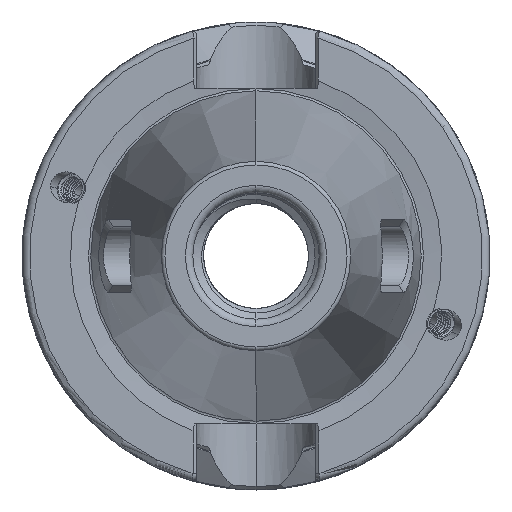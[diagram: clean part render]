
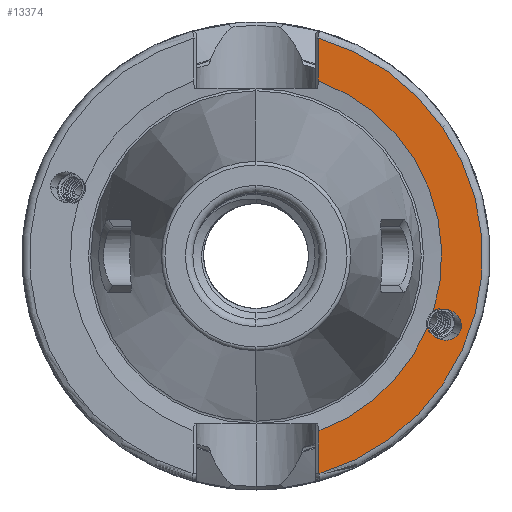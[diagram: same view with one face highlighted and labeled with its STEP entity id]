
A CAD part, left-side view. The second image highlights one B-rep face of the part: STEP entity #13374.
In plain terms, the highlighted planar face has unit normal (-1, 0, 0).
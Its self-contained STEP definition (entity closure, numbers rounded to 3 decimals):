
#1619 = EDGE_LOOP ( 'NONE', ( #11166, #11162, #11101, #11126, #11148, #11082, #11164 ) ) ;
#3804 = VERTEX_POINT ( 'NONE', #6772 ) ;
#3821 = VERTEX_POINT ( 'NONE', #6808 ) ;
#3862 = VERTEX_POINT ( 'NONE', #6826 ) ;
#3988 = VERTEX_POINT ( 'NONE', #6864 ) ;
#4005 = VERTEX_POINT ( 'NONE', #6920 ) ;
#4011 = VERTEX_POINT ( 'NONE', #6933 ) ;
#4767 = AXIS2_PLACEMENT_3D ( 'NONE', #11713, #11699, #11692 ) ;
#4896 = AXIS2_PLACEMENT_3D ( 'NONE', #8256, #8275, #8251 ) ;
#5101 = CIRCLE ( 'NONE', #4896, 25.003 ) ;
#5286 = VECTOR ( 'NONE', #12425, 1000. ) ;
#5302 = LINE ( 'NONE', #12401, #5286 ) ;
#5326 = CIRCLE ( 'NONE', #4767, 30.5 ) ;
#5396 = VECTOR ( 'NONE', #11860, 1000. ) ;
#5426 = LINE ( 'NONE', #11872, #5396 ) ;
#6772 = CARTESIAN_POINT ( 'NONE',  ( 0., -8.479, -23.521 ) ) ;
#6808 = CARTESIAN_POINT ( 'NONE',  ( 0., -8.395, 23.552 ) ) ;
#6826 = CARTESIAN_POINT ( 'NONE',  ( 0., -8.395, 29.322 ) ) ;
#6864 = CARTESIAN_POINT ( 'NONE',  ( 0., -23.823, -7.591 ) ) ;
#6920 = CARTESIAN_POINT ( 'NONE',  ( 0., -27.234, -10.58 ) ) ;
#6933 = CARTESIAN_POINT ( 'NONE',  ( 0., -23.129, -9.498 ) ) ;
#6976 = CIRCLE ( 'NONE', #11181, 25.003 ) ;
#7115 = FACE_OUTER_BOUND ( 'NONE', #1619, .T. ) ;
#7258 =( BOUNDED_CURVE ( )  B_SPLINE_CURVE ( 3, ( #12092, #12104, #12179, #12175 ),
 .UNSPECIFIED., .F., .F. ) 
 B_SPLINE_CURVE_WITH_KNOTS ( ( 4, 4 ),
 ( 0.518, 2.831 ),
 .UNSPECIFIED. ) 
 CURVE ( )  GEOMETRIC_REPRESENTATION_ITEM ( )  RATIONAL_B_SPLINE_CURVE ( ( 1., 0.602, 0.602, 1. ) ) 
 REPRESENTATION_ITEM ( '' )  );
#7298 =( BOUNDED_CURVE ( )  B_SPLINE_CURVE ( 3, ( #7427, #7438, #7440, #7406 ),
 .UNSPECIFIED., .F., .F. ) 
 B_SPLINE_CURVE_WITH_KNOTS ( ( 4, 4 ),
 ( 2.831, 5.765 ),
 .UNSPECIFIED. ) 
 CURVE ( )  GEOMETRIC_REPRESENTATION_ITEM ( )  RATIONAL_B_SPLINE_CURVE ( ( 1., 0.402, 0.402, 1. ) ) 
 REPRESENTATION_ITEM ( '' )  );
#7406 = CARTESIAN_POINT ( 'NONE',  ( 0., -23.823, -7.591 ) ) ;
#7427 = CARTESIAN_POINT ( 'NONE',  ( 0., -27.234, -10.58 ) ) ;
#7438 = CARTESIAN_POINT ( 'NONE',  ( 0., -29.436, -7.956 ) ) ;
#7440 = CARTESIAN_POINT ( 'NONE',  ( 0., -26.608, -5.479 ) ) ;
#8251 = DIRECTION ( 'NONE',  ( 0., 0., -1. ) ) ;
#8256 = CARTESIAN_POINT ( 'NONE',  ( 0., 0., 0. ) ) ;
#8275 = DIRECTION ( 'NONE',  ( 1., 0., 0. ) ) ;
#8809 = EDGE_CURVE ( 'NONE', #4011, #4005, #7258, .T. ) ;
#9033 = DIRECTION ( 'NONE',  ( 1., 0., 0. ) ) ;
#9046 = CARTESIAN_POINT ( 'NONE',  ( 0., 0., 0. ) ) ;
#9065 = DIRECTION ( 'NONE',  ( 0., 0., -1. ) ) ;
#10636 = CARTESIAN_POINT ( 'NONE',  ( 0., 25.003, 0. ) ) ;
#10642 = PLANE ( 'NONE',  #11221 ) ;
#10661 = DIRECTION ( 'NONE',  ( -1., 0., 0. ) ) ;
#10664 = DIRECTION ( 'NONE',  ( 0., 0., 1. ) ) ;
#11082 = ORIENTED_EDGE ( 'NONE', *, *, #13198, .T. ) ;
#11101 = ORIENTED_EDGE ( 'NONE', *, *, #11358, .T. ) ;
#11126 = ORIENTED_EDGE ( 'NONE', *, *, #11429, .F. ) ;
#11148 = ORIENTED_EDGE ( 'NONE', *, *, #11462, .T. ) ;
#11162 = ORIENTED_EDGE ( 'NONE', *, *, #13289, .T. ) ;
#11164 = ORIENTED_EDGE ( 'NONE', *, *, #13072, .F. ) ;
#11166 = ORIENTED_EDGE ( 'NONE', *, *, #8809, .F. ) ;
#11181 = AXIS2_PLACEMENT_3D ( 'NONE', #9046, #9033, #9065 ) ;
#11221 = AXIS2_PLACEMENT_3D ( 'NONE', #10636, #10661, #10664 ) ;
#11358 = EDGE_CURVE ( 'NONE', #3804, #12984, #5302, .T. ) ;
#11429 = EDGE_CURVE ( 'NONE', #3862, #12984, #5326, .T. ) ;
#11462 = EDGE_CURVE ( 'NONE', #3862, #3821, #5426, .T. ) ;
#11692 = DIRECTION ( 'NONE',  ( 0., 0., -1. ) ) ;
#11699 = DIRECTION ( 'NONE',  ( 1., 0., 0. ) ) ;
#11713 = CARTESIAN_POINT ( 'NONE',  ( 0., 0., 0. ) ) ;
#11860 = DIRECTION ( 'NONE',  ( 0., 0., -1. ) ) ;
#11872 = CARTESIAN_POINT ( 'NONE',  ( 0., -8.395, 0. ) ) ;
#11947 = CARTESIAN_POINT ( 'NONE',  ( 0., -8.479, -29.298 ) ) ;
#12092 = CARTESIAN_POINT ( 'NONE',  ( 0., -23.129, -9.498 ) ) ;
#12104 = CARTESIAN_POINT ( 'NONE',  ( 0., -23.606, -11.594 ) ) ;
#12175 = CARTESIAN_POINT ( 'NONE',  ( 0., -27.234, -10.58 ) ) ;
#12179 = CARTESIAN_POINT ( 'NONE',  ( 0., -25.88, -12.194 ) ) ;
#12401 = CARTESIAN_POINT ( 'NONE',  ( 0., -8.479, -29.418 ) ) ;
#12425 = DIRECTION ( 'NONE',  ( 0., 0., -1. ) ) ;
#12984 = VERTEX_POINT ( 'NONE', #11947 ) ;
#13072 = EDGE_CURVE ( 'NONE', #4005, #3988, #7298, .T. ) ;
#13198 = EDGE_CURVE ( 'NONE', #3821, #3988, #5101, .T. ) ;
#13289 = EDGE_CURVE ( 'NONE', #4011, #3804, #6976, .T. ) ;
#13374 = ADVANCED_FACE ( 'NONE', ( #7115 ), #10642, .T. ) ;
